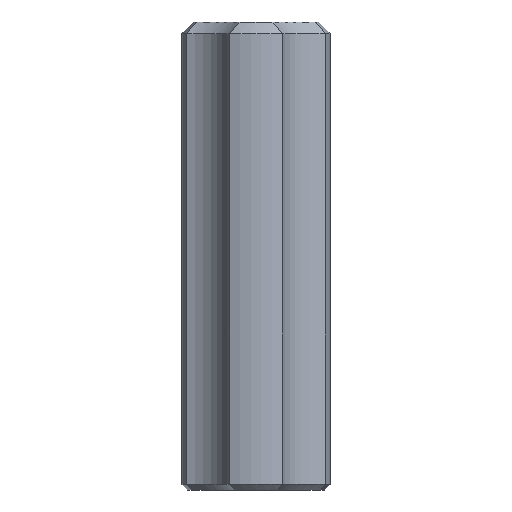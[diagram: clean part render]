
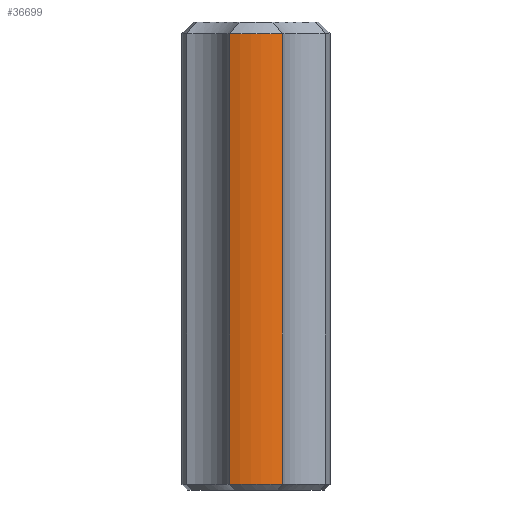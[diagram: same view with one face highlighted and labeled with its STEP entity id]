
A CAD part, front view. The second image highlights one B-rep face of the part: STEP entity #36699.
In plain terms, the highlighted cylindrical face has radius 6.25 mm (diameter 12.5 mm), a partial arc.
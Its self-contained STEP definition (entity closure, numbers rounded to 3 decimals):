
#33179 = CONICAL_SURFACE('',#33180,5.75,0.785);
#33180 = AXIS2_PLACEMENT_3D('',#33181,#33182,#33183);
#33181 = CARTESIAN_POINT('',(0.,0.,38.875));
#33182 = DIRECTION('',(0.,0.,-1.));
#33183 = DIRECTION('',(-0.356,-0.934,-0.));
#34299 = CONICAL_SURFACE('',#34300,6.,0.785);
#34300 = AXIS2_PLACEMENT_3D('',#34301,#34302,#34303);
#34301 = CARTESIAN_POINT('',(0.,0.,0.25));
#34302 = DIRECTION('',(0.,0.,1.));
#34303 = DIRECTION('',(-0.356,-0.934,0.));
#34916 = VERTEX_POINT('',#34917);
#34917 = CARTESIAN_POINT('',(-2.225,-5.841,0.5));
#34932 = CYLINDRICAL_SURFACE('',#34933,5.);
#34933 = AXIS2_PLACEMENT_3D('',#34934,#34935,#34936);
#34934 = CARTESIAN_POINT('',(-7.071,-7.071,0.));
#34935 = DIRECTION('',(0.,0.,1.));
#34936 = DIRECTION('',(0.969,0.246,-0.));
#34968 = EDGE_CURVE('',#34969,#34916,#34971,.T.);
#34969 = VERTEX_POINT('',#34970);
#34970 = CARTESIAN_POINT('',(2.225,-5.841,0.5));
#34971 = SURFACE_CURVE('',#34972,(#34977,#34984),.PCURVE_S1.);
#34972 = CIRCLE('',#34973,6.25);
#34973 = AXIS2_PLACEMENT_3D('',#34974,#34975,#34976);
#34974 = CARTESIAN_POINT('',(0.,0.,0.5));
#34975 = DIRECTION('',(0.,0.,-1.));
#34976 = DIRECTION('',(-0.356,-0.934,-0.));
#34977 = PCURVE('',#34299,#34978);
#34978 = DEFINITIONAL_REPRESENTATION('',(#34979),#34983);
#34979 = LINE('',#34980,#34981);
#34980 = CARTESIAN_POINT('',(6.283,0.25));
#34981 = VECTOR('',#34982,1.);
#34982 = DIRECTION('',(-1.,0.));
#34983 = ( GEOMETRIC_REPRESENTATION_CONTEXT(2) 
PARAMETRIC_REPRESENTATION_CONTEXT() REPRESENTATION_CONTEXT('2D SPACE',''
  ) );
#34984 = PCURVE('',#34985,#34990);
#34985 = CYLINDRICAL_SURFACE('',#34986,6.25);
#34986 = AXIS2_PLACEMENT_3D('',#34987,#34988,#34989);
#34987 = CARTESIAN_POINT('',(0.,0.,0.));
#34988 = DIRECTION('',(0.,0.,1.));
#34989 = DIRECTION('',(-0.356,-0.934,0.));
#34990 = DEFINITIONAL_REPRESENTATION('',(#34991),#34995);
#34991 = LINE('',#34992,#34993);
#34992 = CARTESIAN_POINT('',(6.283,0.5));
#34993 = VECTOR('',#34994,1.);
#34994 = DIRECTION('',(-1.,0.));
#34995 = ( GEOMETRIC_REPRESENTATION_CONTEXT(2) 
PARAMETRIC_REPRESENTATION_CONTEXT() REPRESENTATION_CONTEXT('2D SPACE',''
  ) );
#35061 = CYLINDRICAL_SURFACE('',#35062,5.);
#35062 = AXIS2_PLACEMENT_3D('',#35063,#35064,#35065);
#35063 = CARTESIAN_POINT('',(7.071,-7.071,0.));
#35064 = DIRECTION('',(0.,0.,1.));
#35065 = DIRECTION('',(-0.246,0.969,0.));
#35163 = EDGE_CURVE('',#34969,#35164,#35166,.T.);
#35164 = VERTEX_POINT('',#35165);
#35165 = CARTESIAN_POINT('',(2.225,-5.841,38.375));
#35166 = SURFACE_CURVE('',#35167,(#35171,#35178),.PCURVE_S1.);
#35167 = LINE('',#35168,#35169);
#35168 = CARTESIAN_POINT('',(2.225,-5.841,0.));
#35169 = VECTOR('',#35170,1.);
#35170 = DIRECTION('',(0.,0.,1.));
#35171 = PCURVE('',#35061,#35172);
#35172 = DEFINITIONAL_REPRESENTATION('',(#35173),#35177);
#35173 = LINE('',#35174,#35175);
#35174 = CARTESIAN_POINT('',(1.074,0.));
#35175 = VECTOR('',#35176,1.);
#35176 = DIRECTION('',(0.,1.));
#35177 = ( GEOMETRIC_REPRESENTATION_CONTEXT(2) 
PARAMETRIC_REPRESENTATION_CONTEXT() REPRESENTATION_CONTEXT('2D SPACE',''
  ) );
#35178 = PCURVE('',#34985,#35179);
#35179 = DEFINITIONAL_REPRESENTATION('',(#35180),#35184);
#35180 = LINE('',#35181,#35182);
#35181 = CARTESIAN_POINT('',(0.728,0.));
#35182 = VECTOR('',#35183,1.);
#35183 = DIRECTION('',(0.,1.));
#35184 = ( GEOMETRIC_REPRESENTATION_CONTEXT(2) 
PARAMETRIC_REPRESENTATION_CONTEXT() REPRESENTATION_CONTEXT('2D SPACE',''
  ) );
#36039 = VERTEX_POINT('',#36040);
#36040 = CARTESIAN_POINT('',(-2.225,-5.841,38.375));
#36106 = EDGE_CURVE('',#36039,#35164,#36107,.T.);
#36107 = SURFACE_CURVE('',#36108,(#36113,#36120),.PCURVE_S1.);
#36108 = CIRCLE('',#36109,6.25);
#36109 = AXIS2_PLACEMENT_3D('',#36110,#36111,#36112);
#36110 = CARTESIAN_POINT('',(0.,0.,38.375));
#36111 = DIRECTION('',(0.,0.,1.));
#36112 = DIRECTION('',(-0.356,-0.934,0.));
#36113 = PCURVE('',#33179,#36114);
#36114 = DEFINITIONAL_REPRESENTATION('',(#36115),#36119);
#36115 = LINE('',#36116,#36117);
#36116 = CARTESIAN_POINT('',(6.283,0.5));
#36117 = VECTOR('',#36118,1.);
#36118 = DIRECTION('',(-1.,0.));
#36119 = ( GEOMETRIC_REPRESENTATION_CONTEXT(2) 
PARAMETRIC_REPRESENTATION_CONTEXT() REPRESENTATION_CONTEXT('2D SPACE',''
  ) );
#36120 = PCURVE('',#34985,#36121);
#36121 = DEFINITIONAL_REPRESENTATION('',(#36122),#36126);
#36122 = LINE('',#36123,#36124);
#36123 = CARTESIAN_POINT('',(0.,38.375));
#36124 = VECTOR('',#36125,1.);
#36125 = DIRECTION('',(1.,0.));
#36126 = ( GEOMETRIC_REPRESENTATION_CONTEXT(2) 
PARAMETRIC_REPRESENTATION_CONTEXT() REPRESENTATION_CONTEXT('2D SPACE',''
  ) );
#36699 = ADVANCED_FACE('',(#36700),#34985,.T.);
#36700 = FACE_BOUND('',#36701,.T.);
#36701 = EDGE_LOOP('',(#36702,#36703,#36704,#36705));
#36702 = ORIENTED_EDGE('',*,*,#34968,.F.);
#36703 = ORIENTED_EDGE('',*,*,#35163,.T.);
#36704 = ORIENTED_EDGE('',*,*,#36106,.F.);
#36705 = ORIENTED_EDGE('',*,*,#36706,.F.);
#36706 = EDGE_CURVE('',#34916,#36039,#36707,.T.);
#36707 = SURFACE_CURVE('',#36708,(#36712,#36719),.PCURVE_S1.);
#36708 = LINE('',#36709,#36710);
#36709 = CARTESIAN_POINT('',(-2.225,-5.841,0.));
#36710 = VECTOR('',#36711,1.);
#36711 = DIRECTION('',(0.,0.,1.));
#36712 = PCURVE('',#34985,#36713);
#36713 = DEFINITIONAL_REPRESENTATION('',(#36714),#36718);
#36714 = LINE('',#36715,#36716);
#36715 = CARTESIAN_POINT('',(0.,0.));
#36716 = VECTOR('',#36717,1.);
#36717 = DIRECTION('',(0.,1.));
#36718 = ( GEOMETRIC_REPRESENTATION_CONTEXT(2) 
PARAMETRIC_REPRESENTATION_CONTEXT() REPRESENTATION_CONTEXT('2D SPACE',''
  ) );
#36719 = PCURVE('',#34932,#36720);
#36720 = DEFINITIONAL_REPRESENTATION('',(#36721),#36725);
#36721 = LINE('',#36722,#36723);
#36722 = CARTESIAN_POINT('',(0.,0.));
#36723 = VECTOR('',#36724,1.);
#36724 = DIRECTION('',(0.,1.));
#36725 = ( GEOMETRIC_REPRESENTATION_CONTEXT(2) 
PARAMETRIC_REPRESENTATION_CONTEXT() REPRESENTATION_CONTEXT('2D SPACE',''
  ) );
